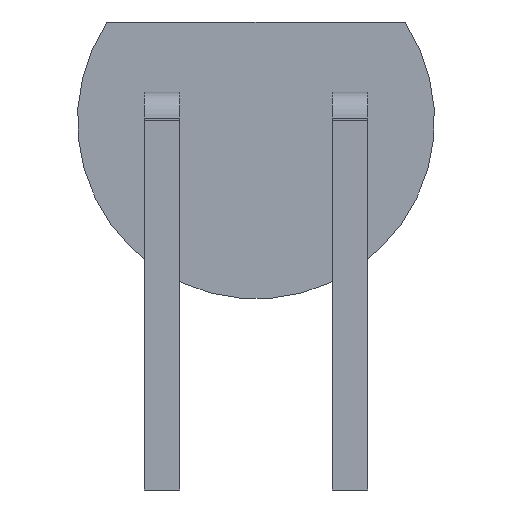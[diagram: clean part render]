
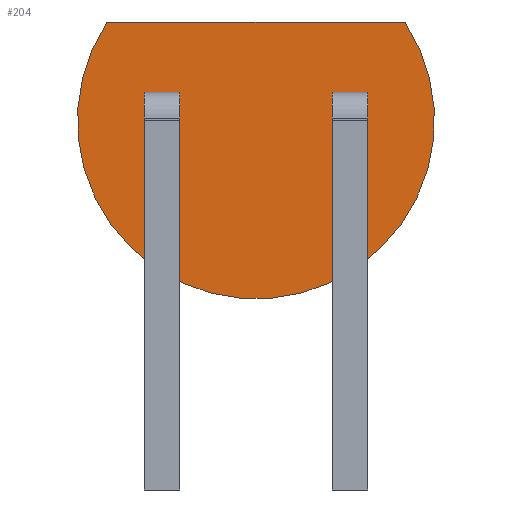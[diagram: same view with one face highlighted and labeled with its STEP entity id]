
A CAD part, front view. The second image highlights one B-rep face of the part: STEP entity #204.
In plain terms, the highlighted planar face has unit normal (0, -1, 0).
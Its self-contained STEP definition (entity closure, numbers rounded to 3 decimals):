
#120=VERTEX_POINT('',#121);
#121=CARTESIAN_POINT('',(2.78,4.,2.5));
#122=ORIENTED_EDGE('',*,*,#123,.T.);
#123=EDGE_CURVE('',#120,#124,#126,.T.);
#124=VERTEX_POINT('',#125);
#125=CARTESIAN_POINT('',(2.3,4.,2.5));
#126=LINE('',#127,#128);
#127=CARTESIAN_POINT('',(1.017,4.,2.5));
#128=VECTOR('',#129,1.);
#129=DIRECTION('',(-1.,0.,0.));
#145=EDGE_CURVE('',#120,#146,#148,.T.);
#146=VERTEX_POINT('',#147);
#147=CARTESIAN_POINT('',(2.78,4.,2.88));
#148=LINE('',#149,#150);
#149=CARTESIAN_POINT('',(2.78,4.,3.165));
#150=VECTOR('',#151,1.);
#151=DIRECTION('',(0.,0.,1.));
#192=VERTEX_POINT('',#193);
#193=CARTESIAN_POINT('',(2.3,4.,2.88));
#197=EDGE_CURVE('',#192,#124,#198,.T.);
#198=LINE('',#199,#200);
#199=CARTESIAN_POINT('',(2.3,4.,3.165));
#200=VECTOR('',#201,1.);
#201=DIRECTION('',(0.,0.,-1.));
#204=ADVANCED_FACE('',(#205,#222,#230),#256,.T.);
#205=FACE_BOUND('',#206,.T.);
#206=EDGE_LOOP('',(#207,#216));
#207=ORIENTED_EDGE('',*,*,#208,.F.);
#208=EDGE_CURVE('',#209,#211,#213,.T.);
#209=VERTEX_POINT('',#210);
#210=CARTESIAN_POINT('',(-0.746,4.,3.83));
#211=VERTEX_POINT('',#212);
#212=CARTESIAN_POINT('',(3.286,4.,3.83));
#213=LINE('',#210,#214);
#214=VECTOR('',#215,1.);
#215=DIRECTION('',(1.,0.,0.));
#216=ORIENTED_EDGE('',*,*,#217,.F.);
#217=EDGE_CURVE('',#211,#209,#218,.T.);
#218=CIRCLE('',#219,2.415);
#219=AXIS2_PLACEMENT_3D('',#220,#221,#215);
#220=CARTESIAN_POINT('',(1.27,4.,2.5));
#221=DIRECTION('',(0.,1.,0.));
#222=FACE_BOUND('',#223,.T.);
#223=EDGE_LOOP('',(#224,#122,#225,#226));
#224=ORIENTED_EDGE('',*,*,#145,.F.);
#225=ORIENTED_EDGE('',*,*,#197,.F.);
#226=ORIENTED_EDGE('',*,*,#227,.F.);
#227=EDGE_CURVE('',#146,#192,#228,.T.);
#228=LINE('',#229,#128);
#229=CARTESIAN_POINT('',(1.017,4.,2.88));
#230=FACE_BOUND('',#231,.T.);
#231=EDGE_LOOP('',(#232,#240,#246,#252));
#232=ORIENTED_EDGE('',*,*,#233,.F.);
#233=EDGE_CURVE('',#234,#236,#238,.T.);
#234=VERTEX_POINT('',#235);
#235=CARTESIAN_POINT('',(0.24,4.,2.5));
#236=VERTEX_POINT('',#237);
#237=CARTESIAN_POINT('',(0.24,4.,2.88));
#238=LINE('',#239,#150);
#239=CARTESIAN_POINT('',(0.24,4.,3.165));
#240=ORIENTED_EDGE('',*,*,#241,.T.);
#241=EDGE_CURVE('',#234,#242,#244,.T.);
#242=VERTEX_POINT('',#243);
#243=CARTESIAN_POINT('',(-0.24,4.,2.5));
#244=LINE('',#245,#128);
#245=CARTESIAN_POINT('',(-0.253,4.,2.5));
#246=ORIENTED_EDGE('',*,*,#247,.F.);
#247=EDGE_CURVE('',#248,#242,#250,.T.);
#248=VERTEX_POINT('',#249);
#249=CARTESIAN_POINT('',(-0.24,4.,2.88));
#250=LINE('',#251,#200);
#251=CARTESIAN_POINT('',(-0.24,4.,3.165));
#252=ORIENTED_EDGE('',*,*,#253,.F.);
#253=EDGE_CURVE('',#236,#248,#254,.T.);
#254=LINE('',#255,#128);
#255=CARTESIAN_POINT('',(-0.253,4.,2.88));
#256=PLANE('',#257);
#257=AXIS2_PLACEMENT_3D('',#210,#258,#259);
#258=DIRECTION('',(0.,-1.,0.));
#259=DIRECTION('',(0.,0.,-1.));
